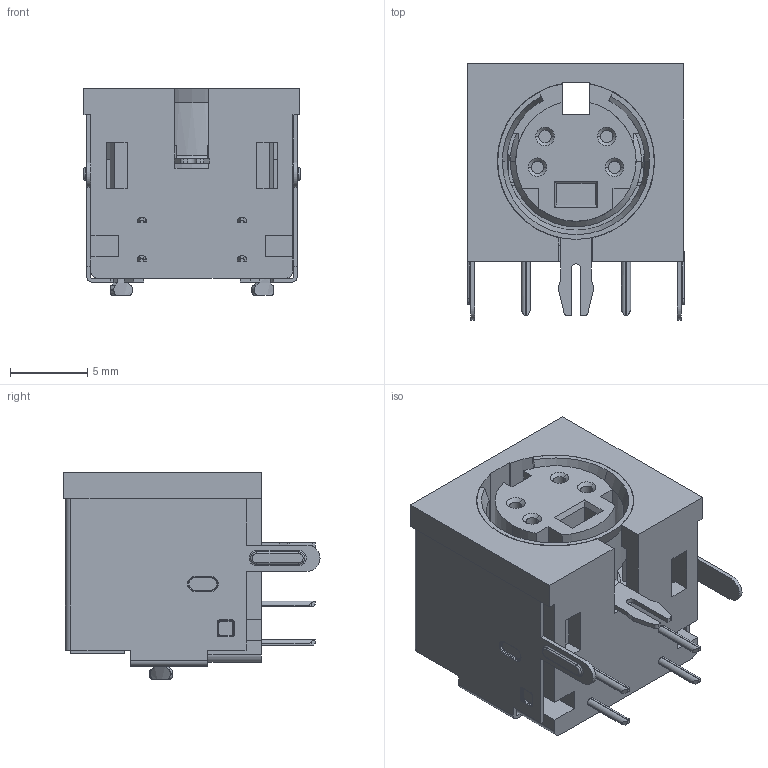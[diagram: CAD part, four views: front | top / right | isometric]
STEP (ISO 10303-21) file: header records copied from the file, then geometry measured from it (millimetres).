
FILE_DESCRIPTION (( 'STEP AP214' ), '1' );
FILE_NAME ('CUI_DEVICES_MD-40SM.step', '2020-11-06T15:27:21', ( '' ), ( '' ), 'SwSTEP 2.0', 'SolidWorks 2020', '' );
FILE_SCHEMA (( 'AUTOMOTIVE_DESIGN' ));
Length unit declared in the file: inch
Products named in the file (1): CUI_DEVICES_MD-40SM
Bounding box: 14.05 x 16.6 x 13.4 mm (x, y, z)
Volume: 1321.3 mm3; surface area: 3161.6 mm2
Topology: 7 solids, 7 shells, 476 faces, 1287 edges, 823 vertices
Faces by surface type: plane 283, cylinder 134, torus 34, cone 17, bspline 8
Entity records: 15289 total; most frequent: CARTESIAN_POINT 3199, ORIENTED_EDGE 2574, DIRECTION 2437, EDGE_CURVE 1287, VECTOR 867, LINE 867, VERTEX_POINT 823, AXIS2_PLACEMENT_3D 785
